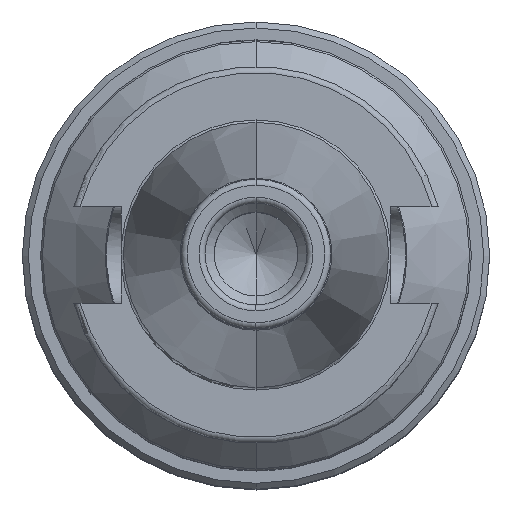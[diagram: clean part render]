
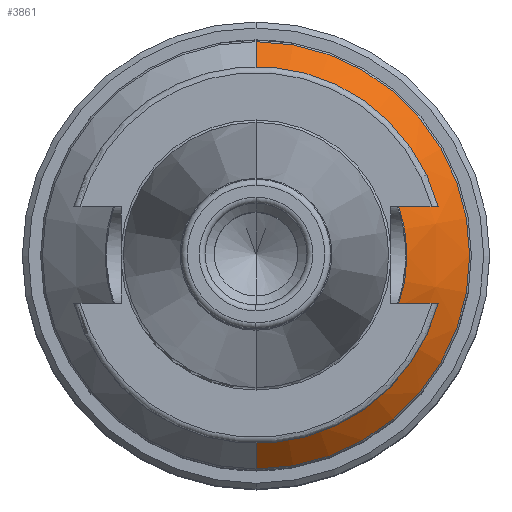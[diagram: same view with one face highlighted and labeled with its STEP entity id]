
A CAD part, top view. The second image highlights one B-rep face of the part: STEP entity #3861.
In plain terms, the highlighted conical face has half-angle 45 degrees and reference radius 30.471 mm.
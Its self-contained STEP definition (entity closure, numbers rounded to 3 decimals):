
#965=CARTESIAN_POINT('',(0,0,-21.707));
#966=DIRECTION('',(0,0,1));
#967=DIRECTION('',(0,-1,0));
#968=AXIS2_PLACEMENT_3D('',#965,#966,#967);
#970=CARTESIAN_POINT('',(0,0,-11.234));
#971=DIRECTION('',(0,0,-1));
#972=DIRECTION('',(0,1,0));
#973=AXIS2_PLACEMENT_3D('',#970,#971,#972);
#990=DIRECTION('',(0,-0.707,0.707));
#991=VECTOR('',#990,14.811);
#992=CARTESIAN_POINT('',(0.,35.707,
-21.707));
#993=LINE('',#992,#991);
#999=DIRECTION('',(0,0.707,0.707));
#1000=VECTOR('',#999,14.811);
#1001=CARTESIAN_POINT('',(0.,-35.707,
-21.707));
#1002=LINE('',#1001,#1000);
#2427=CARTESIAN_POINT('',(0,25.234,-11.234));
#2428=CARTESIAN_POINT('',(0,-25.234,-11.234));
#2429=VERTEX_POINT('',#2427);
#2430=VERTEX_POINT('',#2428);
#2431=CARTESIAN_POINT('',(0,-35.707,-21.707));
#2432=CARTESIAN_POINT('',(0,35.707,-21.707));
#2433=VERTEX_POINT('',#2431);
#2434=VERTEX_POINT('',#2432);
#3847=CARTESIAN_POINT('',(0,0,-16.471));
#3848=DIRECTION('',(0,0,-1));
#3849=DIRECTION('',(0,-1,0));
#3850=AXIS2_PLACEMENT_3D('',#3847,#3848,#3849);
#3851=CONICAL_SURFACE('',#3850,30.471,45);
#3853=ORIENTED_EDGE('',*,*,#3852,.F.);
#3855=ORIENTED_EDGE('',*,*,#3854,.T.);
#3856=ORIENTED_EDGE('',*,*,#3808,.F.);
#3858=ORIENTED_EDGE('',*,*,#3857,.F.);
#3859=EDGE_LOOP('',(#3853,#3855,#3856,#3858));
#3860=FACE_OUTER_BOUND('',#3859,.F.);
#3861=ADVANCED_FACE('',(#3860),#3851,.T.);
#969=CIRCLE('',#968,35.707);
#974=CIRCLE('',#973,25.234);
#3808=EDGE_CURVE('',#2429,#2430,#974,.T.);
#3852=EDGE_CURVE('',#2433,#2434,#969,.T.);
#3854=EDGE_CURVE('',#2433,#2430,#1002,.T.);
#3857=EDGE_CURVE('',#2434,#2429,#993,.T.);
